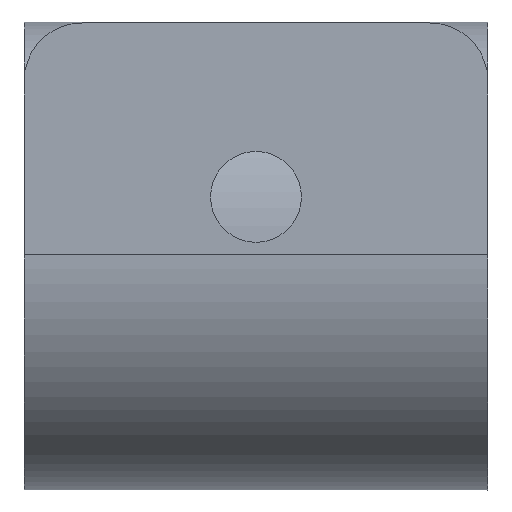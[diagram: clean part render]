
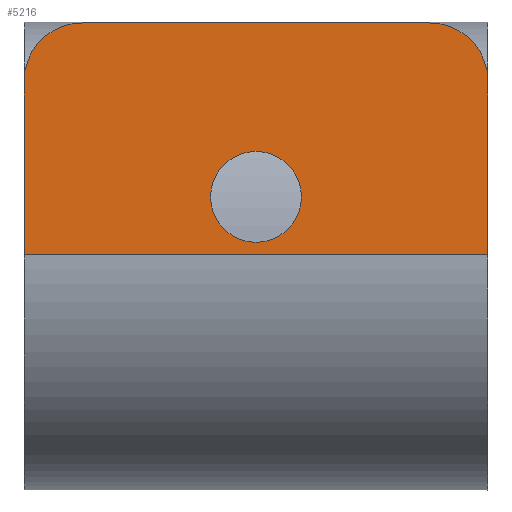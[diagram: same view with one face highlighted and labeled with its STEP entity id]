
A CAD part, left-side view. The second image highlights one B-rep face of the part: STEP entity #5216.
In plain terms, the highlighted planar face has unit normal (-1, 0, 0).
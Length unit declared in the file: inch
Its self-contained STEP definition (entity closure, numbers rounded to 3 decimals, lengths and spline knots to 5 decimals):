
#36 = DIRECTION ( 'NONE',  ( 0., 1., 0. ) ) ;
#138 = DIRECTION ( 'NONE',  ( 0., 0., 1. ) ) ;
#207 = ORIENTED_EDGE ( 'NONE', *, *, #3549, .F. ) ;
#291 = EDGE_CURVE ( 'NONE', #7049, #417, #461, .T. ) ;
#318 = DIRECTION ( 'NONE',  ( 0., 0., -1. ) ) ;
#388 = CARTESIAN_POINT ( 'NONE',  ( -0.50975, 0., 0. ) ) ;
#417 = VERTEX_POINT ( 'NONE', #603 ) ;
#423 = DIRECTION ( 'NONE',  ( 0., 0., 1. ) ) ;
#461 = CIRCLE ( 'NONE', #2286, 0.098 ) ;
#603 = CARTESIAN_POINT ( 'NONE',  ( -0.50975, 0., 0.223 ) ) ;
#639 = DIRECTION ( 'NONE',  ( -1., 0., 0. ) ) ;
#673 = EDGE_LOOP ( 'NONE', ( #3152, #2805, #1942, #3227, #2619, #1442 ) ) ;
#722 = CARTESIAN_POINT ( 'NONE',  ( -0.50975, -0.5, 0. ) ) ;
#789 = CARTESIAN_POINT ( 'NONE',  ( -0.50975, 0., 0.027 ) ) ;
#957 = CARTESIAN_POINT ( 'NONE',  ( -0.50975, -0.5, 0. ) ) ;
#1196 = DIRECTION ( 'NONE',  ( 0., 1., 0. ) ) ;
#1200 = DIRECTION ( 'NONE',  ( 0., 0., 1. ) ) ;
#1418 = EDGE_CURVE ( 'NONE', #4758, #1588, #5349, .T. ) ;
#1442 = ORIENTED_EDGE ( 'NONE', *, *, #4600, .F. ) ;
#1482 = CARTESIAN_POINT ( 'NONE',  ( -0.50975, 0., 0.125 ) ) ;
#1588 = VERTEX_POINT ( 'NONE', #2274 ) ;
#1593 = CARTESIAN_POINT ( 'NONE',  ( -0.50975, 0.5, 0. ) ) ;
#1942 = ORIENTED_EDGE ( 'NONE', *, *, #6652, .T. ) ;
#2268 = CARTESIAN_POINT ( 'NONE',  ( -0.50975, -0.375, 0.375 ) ) ;
#2274 = CARTESIAN_POINT ( 'NONE',  ( -0.50975, 0.5, 0.375 ) ) ;
#2286 = AXIS2_PLACEMENT_3D ( 'NONE', #6619, #4406, #138 ) ;
#2619 = ORIENTED_EDGE ( 'NONE', *, *, #3342, .F. ) ;
#2805 = ORIENTED_EDGE ( 'NONE', *, *, #6949, .T. ) ;
#2837 = VECTOR ( 'NONE', #36, 39.37008 ) ;
#2937 = VECTOR ( 'NONE', #1196, 39.37008 ) ;
#3018 = LINE ( 'NONE', #4259, #5791 ) ;
#3090 = CARTESIAN_POINT ( 'NONE',  ( -0.50975, -0.5, 0.375 ) ) ;
#3152 = ORIENTED_EDGE ( 'NONE', *, *, #3461, .F. ) ;
#3227 = ORIENTED_EDGE ( 'NONE', *, *, #1418, .T. ) ;
#3326 = CARTESIAN_POINT ( 'NONE',  ( -0.50975, -0.375, 0.5 ) ) ;
#3342 = EDGE_CURVE ( 'NONE', #4983, #1588, #3018, .T. ) ;
#3461 = EDGE_CURVE ( 'NONE', #3649, #5864, #5197, .T. ) ;
#3520 = LINE ( 'NONE', #4086, #2937 ) ;
#3549 = EDGE_CURVE ( 'NONE', #417, #7049, #6591, .T. ) ;
#3649 = VERTEX_POINT ( 'NONE', #3090 ) ;
#3852 = AXIS2_PLACEMENT_3D ( 'NONE', #2268, #5738, #6197 ) ;
#4065 = AXIS2_PLACEMENT_3D ( 'NONE', #1482, #5835, #423 ) ;
#4086 = CARTESIAN_POINT ( 'NONE',  ( -0.50975, -1.00011, 0.5 ) ) ;
#4259 = CARTESIAN_POINT ( 'NONE',  ( -0.50975, 0.5, 0. ) ) ;
#4293 = EDGE_LOOP ( 'NONE', ( #5330, #207 ) ) ;
#4406 = DIRECTION ( 'NONE',  ( -1., 0., 0. ) ) ;
#4540 = FACE_OUTER_BOUND ( 'NONE', #673, .T. ) ;
#4574 = CARTESIAN_POINT ( 'NONE',  ( -0.50975, -1.00011, 0. ) ) ;
#4600 = EDGE_CURVE ( 'NONE', #5864, #4983, #5268, .T. ) ;
#4758 = VERTEX_POINT ( 'NONE', #5905 ) ;
#4983 = VERTEX_POINT ( 'NONE', #1593 ) ;
#5197 = LINE ( 'NONE', #957, #6239 ) ;
#5216 = ADVANCED_FACE ( 'NONE', ( #6650, #4540 ), #5679, .T. ) ;
#5224 = CIRCLE ( 'NONE', #3852, 0.125 ) ;
#5268 = LINE ( 'NONE', #388, #2837 ) ;
#5330 = ORIENTED_EDGE ( 'NONE', *, *, #291, .F. ) ;
#5349 = CIRCLE ( 'NONE', #5462, 0.125 ) ;
#5462 = AXIS2_PLACEMENT_3D ( 'NONE', #6548, #639, #1200 ) ;
#5654 = VERTEX_POINT ( 'NONE', #3326 ) ;
#5679 = PLANE ( 'NONE',  #6355 ) ;
#5738 = DIRECTION ( 'NONE',  ( -1., 0., 0. ) ) ;
#5791 = VECTOR ( 'NONE', #5802, 39.37008 ) ;
#5802 = DIRECTION ( 'NONE',  ( 0., 0., 1. ) ) ;
#5835 = DIRECTION ( 'NONE',  ( -1., 0., 0. ) ) ;
#5864 = VERTEX_POINT ( 'NONE', #722 ) ;
#5905 = CARTESIAN_POINT ( 'NONE',  ( -0.50975, 0.375, 0.5 ) ) ;
#6143 = DIRECTION ( 'NONE',  ( -1., 0., 0. ) ) ;
#6197 = DIRECTION ( 'NONE',  ( 0., 0., 1. ) ) ;
#6239 = VECTOR ( 'NONE', #318, 39.37008 ) ;
#6355 = AXIS2_PLACEMENT_3D ( 'NONE', #4574, #6143, #6748 ) ;
#6548 = CARTESIAN_POINT ( 'NONE',  ( -0.50975, 0.375, 0.375 ) ) ;
#6591 = CIRCLE ( 'NONE', #4065, 0.098 ) ;
#6619 = CARTESIAN_POINT ( 'NONE',  ( -0.50975, 0., 0.125 ) ) ;
#6650 = FACE_BOUND ( 'NONE', #4293, .T. ) ;
#6652 = EDGE_CURVE ( 'NONE', #5654, #4758, #3520, .T. ) ;
#6748 = DIRECTION ( 'NONE',  ( 0., 0., 1. ) ) ;
#6949 = EDGE_CURVE ( 'NONE', #3649, #5654, #5224, .T. ) ;
#7049 = VERTEX_POINT ( 'NONE', #789 ) ;
